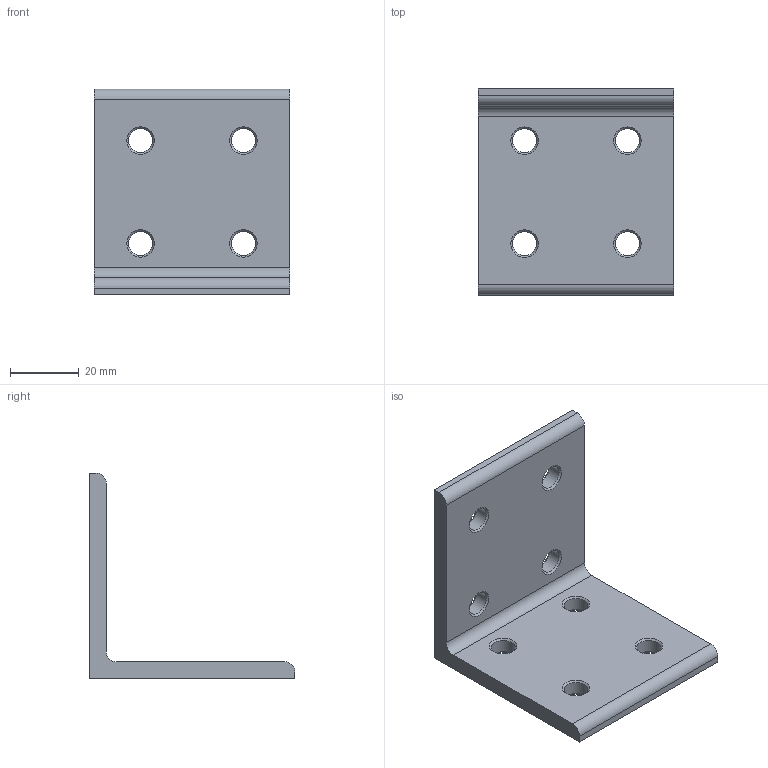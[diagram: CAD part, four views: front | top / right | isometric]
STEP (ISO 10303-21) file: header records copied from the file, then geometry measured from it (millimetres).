
FILE_DESCRIPTION(/* description */ (''),/* implementation_level */ '2;1');
FILE_NAME(/* name */ '40-533-1.step',/* time_stamp */ '2021-09-23T09:28:20-04:00',/* author */ (''),/* organization */ (''),/* preprocessor_version */ 'ST-DEVELOPER v18.1',/* originating_system */ 'Autodesk Translation Framework v10.10.0.1391',/* authorisation */ '');
FILE_SCHEMA (('AUTOMOTIVE_DESIGN { 1 0 10303 214 3 1 1 }'));
Length unit declared in the file: millimetre
Products named in the file (1): 40-533-1
Bounding box: 57 x 60 x 60 mm (x, y, z)
Volume: 31079.5 mm3; surface area: 14772 mm2
Topology: 1 solids, 1 shells, 35 faces, 91 edges, 58 vertices
Faces by surface type: cone 16, cylinder 11, plane 8
Full cylindrical faces by diameter (mm): 7 x8
Entity records: 1159 total; most frequent: DIRECTION 209, CARTESIAN_POINT 185, ORIENTED_EDGE 182, EDGE_CURVE 91, AXIS2_PLACEMENT_3D 82, VERTEX_POINT 58, EDGE_LOOP 51, CIRCLE 46
